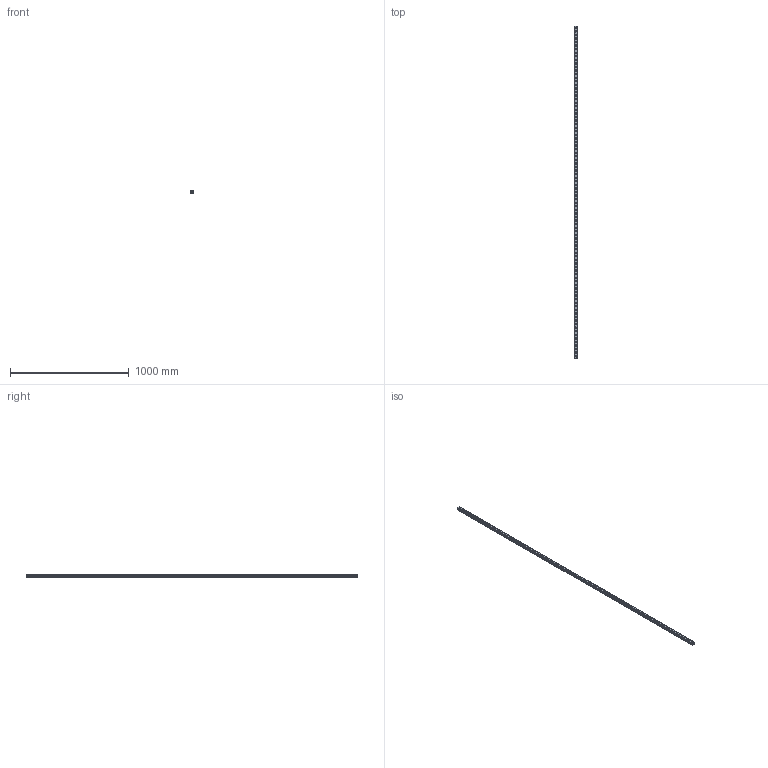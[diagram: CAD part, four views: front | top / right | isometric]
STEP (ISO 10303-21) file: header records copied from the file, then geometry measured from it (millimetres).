
FILE_DESCRIPTION(('STEP AP214'),'1');
FILE_NAME('cctmp_D44DEF6E-5693-4EB2-8C78-274E40318742_2021_03_10_18_00_30_0441..stp','2021-03-10T17:00:31',('HIWIN GmbH'),('CADClick - www.CADClick.com'),'Spatial InterOp 3D',' ','unknown authorization');
FILE_SCHEMA(('AUTOMOTIVE_DESIGN'));
Length unit declared in the file: millimetre
Products named in the file (1): RGR25R2790H_FILE
Bounding box: 23 x 2790 x 23.6 mm (x, y, z)
Volume: 1118840.6 mm3; surface area: 346277.6 mm2
Topology: 1 solids, 1 shells, 954 faces, 2007 edges, 1338 vertices
Faces by surface type: cylinder 576, plane 378
Entity records: 33739 total; most frequent: DIRECTION 5069, CARTESIAN_POINT 4300, ORIENTED_EDGE 4014, AXIS2_PLACEMENT_3D 2107, EDGE_CURVE 2007, VERTEX_POINT 1338, EDGE_LOOP 1237, CIRCLE 1152
